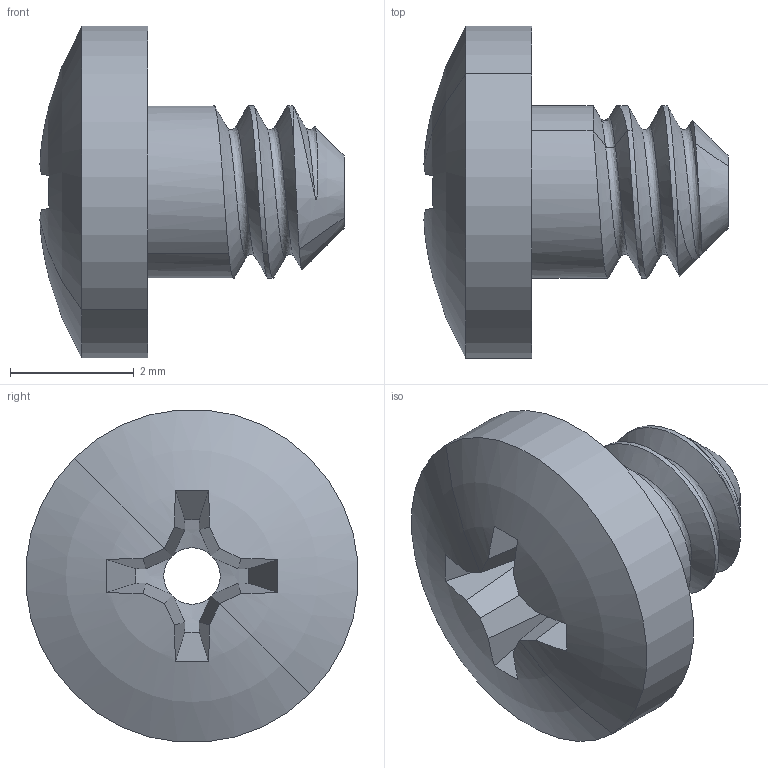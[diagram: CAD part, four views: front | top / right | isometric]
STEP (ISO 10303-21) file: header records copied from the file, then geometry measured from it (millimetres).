
FILE_DESCRIPTION((''),'2;1');
FILE_NAME('001_PAN_HEAD_INCH_ASM','2023-11-15T',('SYSTEM'),(''),'PRO/ENGINEER BY PARAMETRIC TECHNOLOGY CORPORATION, 2016360','PRO/ENGINEER BY PARAMETRIC TECHNOLOGY CORPORATION, 2016360','');
FILE_SCHEMA(('AUTOMOTIVE_DESIGN { 1 0 10303 214 1 1 1 1 }'));
Length unit declared in the file: inch
Products named in the file (2): P-C112_AF0; 001_PAN_HEAD_INCH_ASM
Assembly tree (1 placements, depth 2):
  001_PAN_HEAD_INCH_ASM
    P-C112_AF0
Bounding box: 4.92 x 5.36 x 5.36 mm (x, y, z)
Volume: 42.4 mm3; surface area: 110.2 mm2
Topology: 1 solids, 1 shells, 45 faces, 119 edges, 76 vertices
Faces by surface type: plane 15, bspline 13, cylinder 8, cone 7, sphere 2
Entity records: 2785 total; most frequent: CARTESIAN_POINT 1570, ORIENTED_EDGE 238, DIRECTION 165, EDGE_CURVE 119, COLOUR_RGB 110, VERTEX_POINT 76, AXIS2_PLACEMENT_3D 65, B_SPLINE_CURVE_WITH_KNOTS 54
